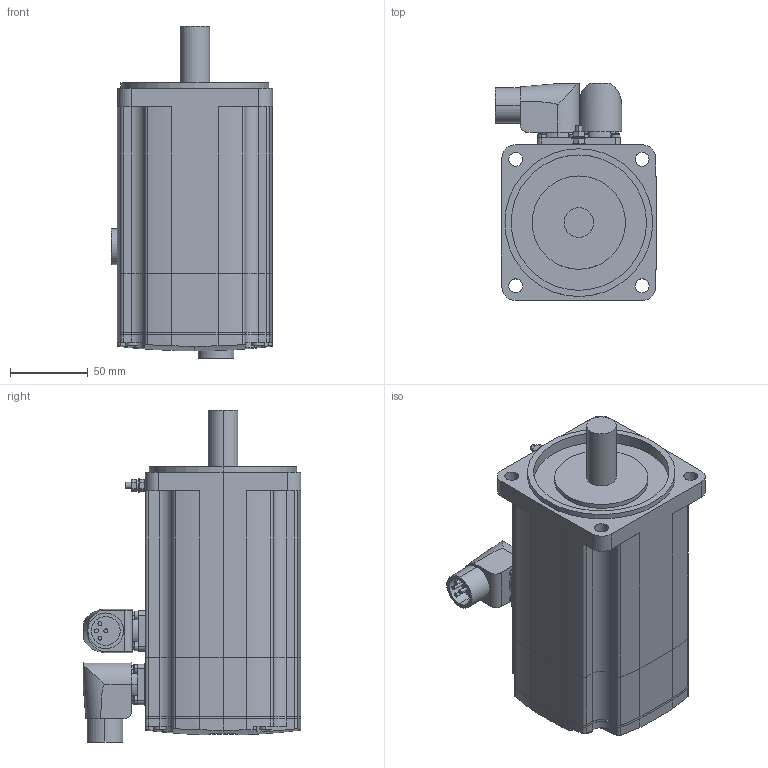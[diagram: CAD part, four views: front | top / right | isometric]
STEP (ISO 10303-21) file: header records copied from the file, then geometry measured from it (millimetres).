
FILE_DESCRIPTION(('STEP AP242'),'1');
FILE_NAME('sh31001p01a2000.stp','2019-08-31T11:12:57',('TraceParts'),('TraceParts S.A.'),'Spatial InterOp 3D',' ',' ');
FILE_SCHEMA(('AP242_MANAGED_MODEL_BASED_3D_ENGINEERING_MIM_LF {1 0 10303 442 1 1 4}'));
Length unit declared in the file: millimetre
Products named in the file (1): sh31001p01a2000_1
Bounding box: 103.65 x 139.9 x 213.45 mm (x, y, z)
Volume: 1529953.5 mm3; surface area: 157131.5 mm2
Topology: 7 solids, 7 shells, 443 faces, 1097 edges, 717 vertices
Faces by surface type: cylinder 228, plane 187, torus 16, sphere 8, bspline 4
Entity records: 18038 total; most frequent: CARTESIAN_POINT 3490, DIRECTION 2443, ORIENTED_EDGE 2194, EDGE_CURVE 1097, AXIS2_PLACEMENT_3D 954, VERTEX_POINT 717, LINE 535, VECTOR 535
